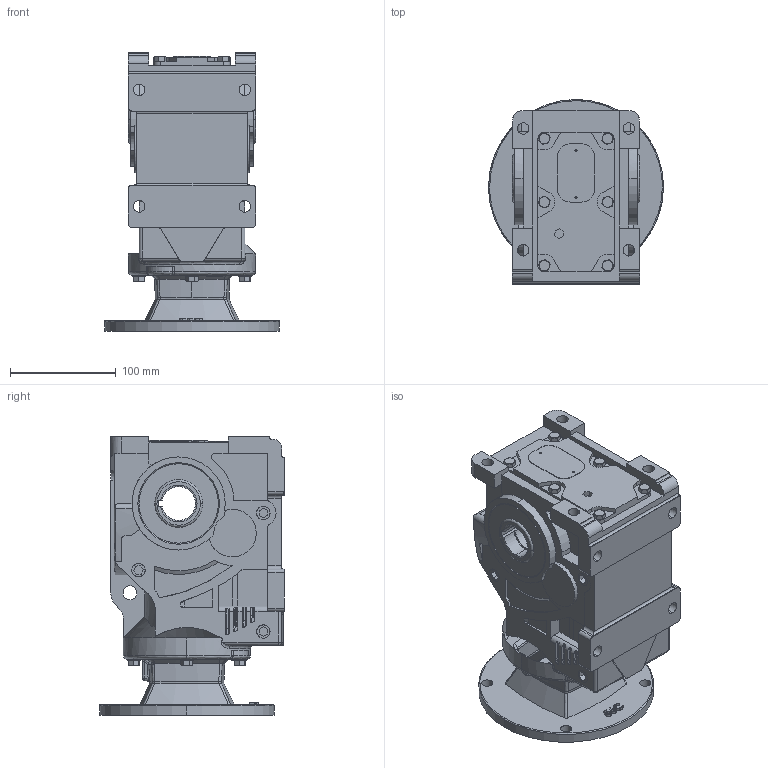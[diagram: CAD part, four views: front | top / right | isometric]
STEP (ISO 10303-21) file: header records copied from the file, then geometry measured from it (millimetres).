
FILE_DESCRIPTION (( 'STEP AP214' ), '1' );
FILE_NAME ('HBR-37-040-A.step', '2019-04-01T14:33:15', ( '' ), ( '' ), 'SwSTEP 2.0', 'SolidWorks 2018', '' );
FILE_SCHEMA (( 'AUTOMOTIVE_DESIGN' ));
Length unit declared in the file: inch
Products named in the file (1): HBR-37-040-A
Bounding box: 165.1 x 174.75 x 263 mm (x, y, z)
Volume: 3292044.8 mm3; surface area: 252074.6 mm2
Topology: 1 solids, 1 shells, 1082 faces, 2853 edges, 1827 vertices
Faces by surface type: plane 491, cylinder 289, bspline 193, cone 109
Entity records: 44015 total; most frequent: CARTESIAN_POINT 18613, ORIENTED_EDGE 5646, DIRECTION 4718, EDGE_CURVE 2823, VERTEX_POINT 1827, AXIS2_PLACEMENT_3D 1627, LINE 1464, VECTOR 1464
